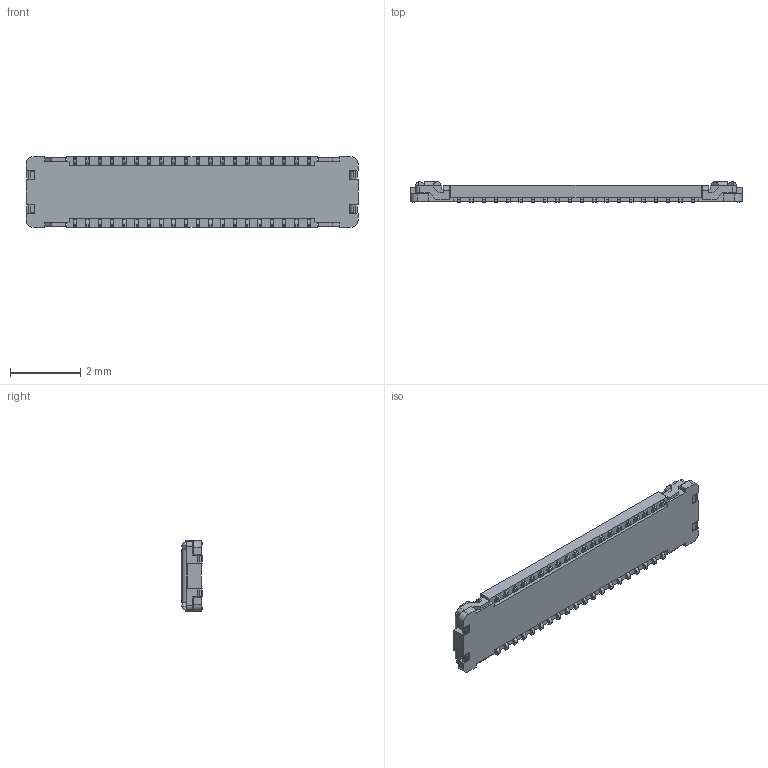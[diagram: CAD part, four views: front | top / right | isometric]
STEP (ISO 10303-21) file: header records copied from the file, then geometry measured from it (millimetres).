
FILE_DESCRIPTION((''),'2;1');
FILE_NAME('5050664022','2019-03-29T',('gga'),(''),'PRO/ENGINEER BY PARAMETRIC TECHNOLOGY CORPORATION, 2016010','PRO/ENGINEER BY PARAMETRIC TECHNOLOGY CORPORATION, 2016010','');
FILE_SCHEMA(('CONFIG_CONTROL_DESIGN'));
Length unit declared in the file: millimetre
Products named in the file (1): 5050664022
Bounding box: 9.45 x 0.58 x 2 mm (x, y, z)
Volume: 6.2 mm3; surface area: 68.4 mm2
Topology: 1 solids, 1 shells, 953 faces, 2654 edges, 1820 vertices
Faces by surface type: plane 753, cylinder 200
Entity records: 30058 total; most frequent: CARTESIAN_POINT 5319, ORIENTED_EDGE 4956, DIRECTION 4922, EDGE_CURVE 2478, VECTOR 2246, LINE 2246, VERTEX_POINT 1644, AXIS2_PLACEMENT_3D 1338
